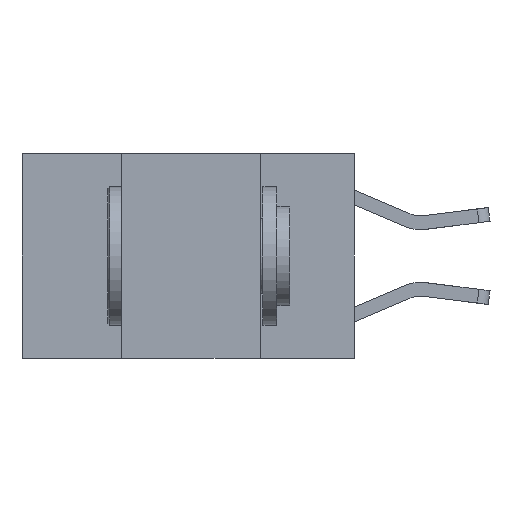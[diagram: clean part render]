
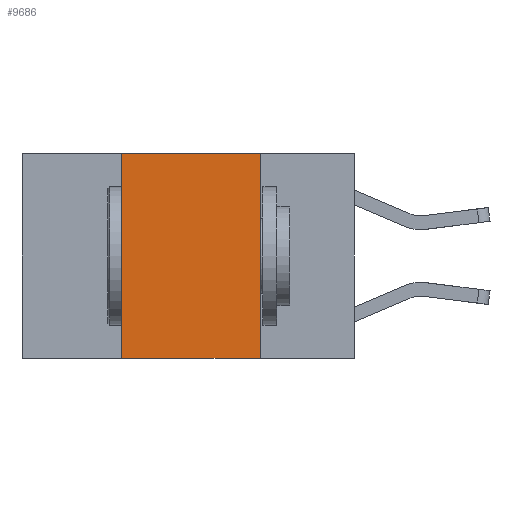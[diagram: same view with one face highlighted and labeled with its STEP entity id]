
A CAD part, left-side view. The second image highlights one B-rep face of the part: STEP entity #9686.
In plain terms, the highlighted planar face has unit normal (-1, 0, 0).
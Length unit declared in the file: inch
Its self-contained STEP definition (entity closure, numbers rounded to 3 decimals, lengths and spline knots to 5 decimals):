
#379 = CARTESIAN_POINT ( 'NONE',  ( 0., 0.42, -0.37 ) ) ;
#542 = CARTESIAN_POINT ( 'NONE',  ( 0., 0.17, -0.37 ) ) ;
#564 = EDGE_CURVE ( 'NONE', #11725, #12312, #6507, .T. ) ;
#684 = CARTESIAN_POINT ( 'NONE',  ( 0., 0.17, 0. ) ) ;
#1487 = EDGE_CURVE ( 'NONE', #2362, #12312, #10376, .T. ) ;
#1561 = CARTESIAN_POINT ( 'NONE',  ( 0., 0.6, 0. ) ) ;
#1737 = CARTESIAN_POINT ( 'NONE',  ( 0., 0.42, 0. ) ) ;
#2189 = ORIENTED_EDGE ( 'NONE', *, *, #1487, .F. ) ;
#2269 = VECTOR ( 'NONE', #10317, 39.37008 ) ;
#2362 = VERTEX_POINT ( 'NONE', #684 ) ;
#2448 = ORIENTED_EDGE ( 'NONE', *, *, #11046, .F. ) ;
#2460 = EDGE_CURVE ( 'NONE', #6582, #2362, #2934, .T. ) ;
#2908 = VECTOR ( 'NONE', #10297, 39.37008 ) ;
#2934 = LINE ( 'NONE', #5756, #4869 ) ;
#3065 = AXIS2_PLACEMENT_3D ( 'NONE', #1561, #3397, #3515 ) ;
#3338 = FACE_OUTER_BOUND ( 'NONE', #4862, .T. ) ;
#3397 = DIRECTION ( 'NONE',  ( 1., 0., 0. ) ) ;
#3515 = DIRECTION ( 'NONE',  ( 0., 0., -1. ) ) ;
#3896 = ORIENTED_EDGE ( 'NONE', *, *, #2460, .F. ) ;
#4328 = PLANE ( 'NONE',  #3065 ) ;
#4505 = LINE ( 'NONE', #8351, #2908 ) ;
#4862 = EDGE_LOOP ( 'NONE', ( #2189, #3896, #2448, #6217 ) ) ;
#4869 = VECTOR ( 'NONE', #5827, 39.37008 ) ;
#5551 = CARTESIAN_POINT ( 'NONE',  ( 0., 0.6, -0.37 ) ) ;
#5756 = CARTESIAN_POINT ( 'NONE',  ( 0., 0.6, 0. ) ) ;
#5827 = DIRECTION ( 'NONE',  ( 0., -1., 0. ) ) ;
#6217 = ORIENTED_EDGE ( 'NONE', *, *, #564, .T. ) ;
#6507 = LINE ( 'NONE', #5551, #2269 ) ;
#6582 = VERTEX_POINT ( 'NONE', #1737 ) ;
#8351 = CARTESIAN_POINT ( 'NONE',  ( 0., 0.42, 0. ) ) ;
#8611 = DIRECTION ( 'NONE',  ( 0., 0., -1. ) ) ;
#9686 = ADVANCED_FACE ( 'NONE', ( #3338 ), #4328, .F. ) ;
#10297 = DIRECTION ( 'NONE',  ( 0., 0., 1. ) ) ;
#10317 = DIRECTION ( 'NONE',  ( 0., -1., 0. ) ) ;
#10376 = LINE ( 'NONE', #10509, #11694 ) ;
#10509 = CARTESIAN_POINT ( 'NONE',  ( 0., 0.17, 0. ) ) ;
#11046 = EDGE_CURVE ( 'NONE', #11725, #6582, #4505, .T. ) ;
#11694 = VECTOR ( 'NONE', #8611, 39.37008 ) ;
#11725 = VERTEX_POINT ( 'NONE', #379 ) ;
#12312 = VERTEX_POINT ( 'NONE', #542 ) ;
